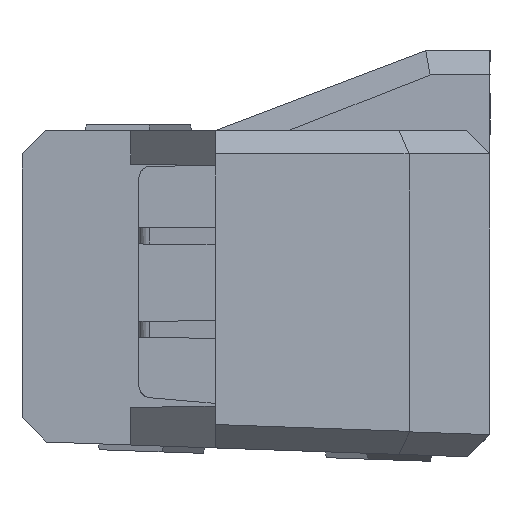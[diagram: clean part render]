
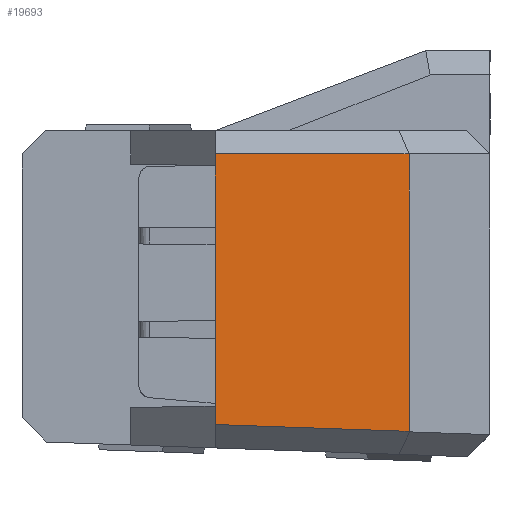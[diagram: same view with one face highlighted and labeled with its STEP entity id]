
A CAD part, left-side view. The second image highlights one B-rep face of the part: STEP entity #19693.
In plain terms, the highlighted planar face has unit normal (-0.999, -0.035, 0).
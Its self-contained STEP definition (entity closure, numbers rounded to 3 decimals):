
#1080 = CARTESIAN_POINT ( 'NONE',  ( -230., 23.5, -11.852 ) ) ;
#2142 = EDGE_CURVE ( 'NONE', #5700, #18526, #36190, .T. ) ;
#2763 = FACE_OUTER_BOUND ( 'NONE', #21556, .T. ) ;
#4907 = VECTOR ( 'NONE', #33133, 1000. ) ;
#5700 = VERTEX_POINT ( 'NONE', #13649 ) ;
#6171 = CARTESIAN_POINT ( 'NONE',  ( -230., 23.5, -13.276 ) ) ;
#7695 = CARTESIAN_POINT ( 'NONE',  ( -230., 23.5, -13.276 ) ) ;
#7710 = CARTESIAN_POINT ( 'NONE',  ( -229.998, 23.45, -11.854 ) ) ;
#7821 = DIRECTION ( 'NONE',  ( 0., 0., 1. ) ) ;
#7941 = VECTOR ( 'NONE', #33179, 1000. ) ;
#8431 = VECTOR ( 'NONE', #7821, 1000. ) ;
#8955 = CARTESIAN_POINT ( 'NONE',  ( -230., 23.5, 11.275 ) ) ;
#10811 = LINE ( 'NONE', #35249, #8431 ) ;
#13649 = CARTESIAN_POINT ( 'NONE',  ( -229.421, 6.921, 11.275 ) ) ;
#15003 = DIRECTION ( 'NONE',  ( -0.999, -0.035, 0. ) ) ;
#16970 = CARTESIAN_POINT ( 'NONE',  ( -229.421, 6.921, -12.431 ) ) ;
#18526 = VERTEX_POINT ( 'NONE', #27328 ) ;
#19527 = ORIENTED_EDGE ( 'NONE', *, *, #2142, .T. ) ;
#19693 = ADVANCED_FACE ( 'NONE', ( #2763 ), #36825, .T. ) ;
#21556 = EDGE_LOOP ( 'NONE', ( #39410, #37100, #37381, #19527 ) ) ;
#22242 = VERTEX_POINT ( 'NONE', #1080 ) ;
#23707 = EDGE_CURVE ( 'NONE', #22242, #32395, #25963, .T. ) ;
#25820 = EDGE_CURVE ( 'NONE', #32395, #5700, #10811, .T. ) ;
#25963 = LINE ( 'NONE', #7710, #4907 ) ;
#27258 = AXIS2_PLACEMENT_3D ( 'NONE', #6171, #15003, #36044 ) ;
#27328 = CARTESIAN_POINT ( 'NONE',  ( -230., 23.5, 11.275 ) ) ;
#32395 = VERTEX_POINT ( 'NONE', #16970 ) ;
#33133 = DIRECTION ( 'NONE',  ( 0.035, -0.999, -0.035 ) ) ;
#33179 = DIRECTION ( 'NONE',  ( -0.035, 0.999, 0. ) ) ;
#34788 = VECTOR ( 'NONE', #35940, 1000. ) ;
#35249 = CARTESIAN_POINT ( 'NONE',  ( -229.421, 6.921, -13.276 ) ) ;
#35940 = DIRECTION ( 'NONE',  ( 0., 0., 1. ) ) ;
#36044 = DIRECTION ( 'NONE',  ( 0.035, -0.999, 0. ) ) ;
#36190 = LINE ( 'NONE', #8955, #7941 ) ;
#36825 = PLANE ( 'NONE',  #27258 ) ;
#37100 = ORIENTED_EDGE ( 'NONE', *, *, #23707, .T. ) ;
#37381 = ORIENTED_EDGE ( 'NONE', *, *, #25820, .T. ) ;
#38059 = EDGE_CURVE ( 'NONE', #22242, #18526, #38932, .T. ) ;
#38932 = LINE ( 'NONE', #7695, #34788 ) ;
#39410 = ORIENTED_EDGE ( 'NONE', *, *, #38059, .F. ) ;
